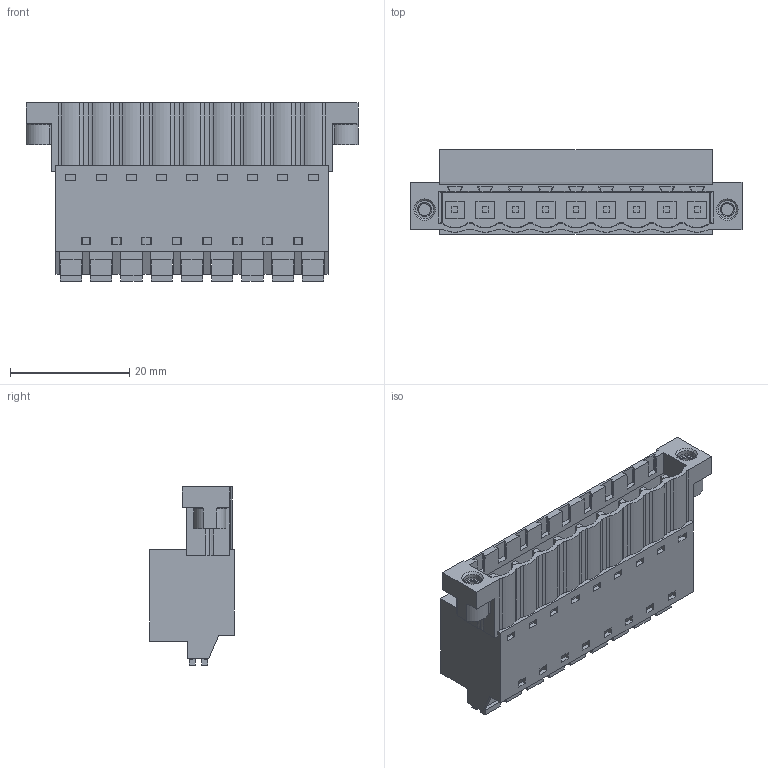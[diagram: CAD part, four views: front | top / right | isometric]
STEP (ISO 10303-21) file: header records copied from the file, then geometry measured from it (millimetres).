
FILE_DESCRIPTION(('CATIA V5 STEP Exchange','CAx-IF Rec.Pracs.--- Model Styling and Organization---1.4--- 2014-01-23'),'2;1');
FILE_NAME ('011736-2_1_1336240000_1336240000.stp','2021-09-07T05:39:31+00:00',('none'),('Weidmueller'),'CATIA Version 5-6 Release 2016 SP3 HF44','CATIA V5 STEP AP214','none');
FILE_SCHEMA(('AUTOMOTIVE_DESIGN { 1 0 10303 214 1 1 1 1 }'));
Length unit declared in the file: millimetre
Products named in the file (1): 1336240000
Bounding box: 55.72 x 14.2 x 29.93 mm (x, y, z)
Volume: 10418.3 mm3; surface area: 9765.8 mm2
Topology: 21 solids, 21 shells, 970 faces, 2538 edges, 1658 vertices
Faces by surface type: plane 819, cylinder 117, extrusion 18, cone 12, torus 4
Entity records: 28308 total; most frequent: CARTESIAN_POINT 6026, ORIENTED_EDGE 5076, DIRECTION 3606, EDGE_CURVE 2538, VECTOR 2269, LINE 2251, VERTEX_POINT 1658, EDGE_LOOP 1076
